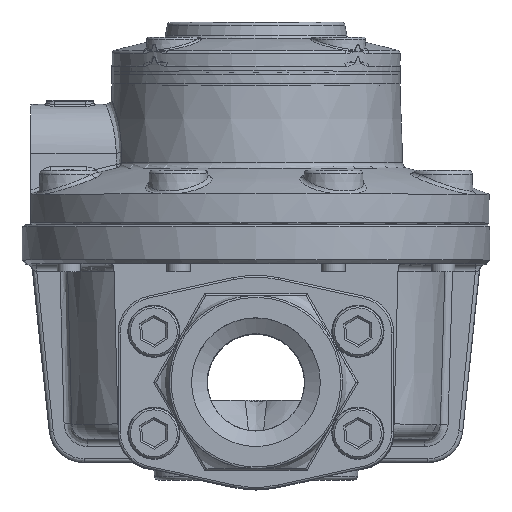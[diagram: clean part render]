
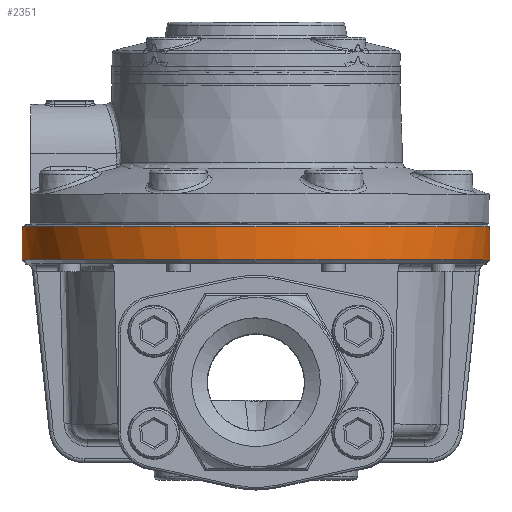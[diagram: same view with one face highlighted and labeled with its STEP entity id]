
A CAD part, top view. The second image highlights one B-rep face of the part: STEP entity #2351.
In plain terms, the highlighted cylindrical face has radius 60 mm (diameter 120 mm), a full revolution.
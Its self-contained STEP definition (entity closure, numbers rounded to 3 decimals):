
#2351 = ADVANCED_FACE( '', ( #5746, #5747 ), #5748, .T. );
#5746 = FACE_OUTER_BOUND( '', #13907, .T. );
#5747 = FACE_OUTER_BOUND( '', #13908, .T. );
#5748 = CYLINDRICAL_SURFACE( '', #13909, 60. );
#13907 = EDGE_LOOP( '', ( #29153 ) );
#13908 = EDGE_LOOP( '', ( #29154, #29155, #29156, #29157, #29158, #29159, #29160, #29161 ) );
#13909 = AXIS2_PLACEMENT_3D( '', #29162, #29163, #29164 );
#29153 = ORIENTED_EDGE( '', *, *, #38613, .T. );
#29154 = ORIENTED_EDGE( '', *, *, #38035, .T. );
#29155 = ORIENTED_EDGE( '', *, *, #38614, .T. );
#29156 = ORIENTED_EDGE( '', *, *, #38615, .T. );
#29157 = ORIENTED_EDGE( '', *, *, #37119, .T. );
#29158 = ORIENTED_EDGE( '', *, *, #38616, .T. );
#29159 = ORIENTED_EDGE( '', *, *, #38617, .T. );
#29160 = ORIENTED_EDGE( '', *, *, #38618, .T. );
#29161 = ORIENTED_EDGE( '', *, *, #38619, .T. );
#29162 = CARTESIAN_POINT( '', ( 0., -14.4, 0. ) );
#29163 = DIRECTION( '', ( 0., -1., 0. ) );
#29164 = DIRECTION( '', ( 0., 0., 1. ) );
#37119 = EDGE_CURVE( '', #41465, #41463, #41466, .T. );
#38035 = EDGE_CURVE( '', #43031, #43029, #43032, .F. );
#38613 = EDGE_CURVE( '', #43945, #43945, #43946, .F. );
#38614 = EDGE_CURVE( '', #43029, #43947, #43948, .T. );
#38615 = EDGE_CURVE( '', #43947, #41465, #43949, .T. );
#38616 = EDGE_CURVE( '', #41463, #43950, #43951, .F. );
#38617 = EDGE_CURVE( '', #43950, #43952, #43953, .T. );
#38618 = EDGE_CURVE( '', #43952, #43954, #43955, .T. );
#38619 = EDGE_CURVE( '', #43954, #43031, #43956, .T. );
#41463 = VERTEX_POINT( '', #47795 );
#41465 = VERTEX_POINT( '', #47798 );
#41466 = B_SPLINE_CURVE_WITH_KNOTS( '', 3, ( #47799, #47800, #47801, #47802 ), .UNSPECIFIED., .F., .F., ( 4, 4 ), ( 0., 1. ), .UNSPECIFIED. );
#43029 = VERTEX_POINT( '', #54133 );
#43031 = VERTEX_POINT( '', #54138 );
#43032 = CIRCLE( '', #54139, 60. );
#43945 = VERTEX_POINT( '', #58086 );
#43946 = CIRCLE( '', #58087, 60. );
#43947 = VERTEX_POINT( '', #58088 );
#43948 = B_SPLINE_CURVE_WITH_KNOTS( '', 3, ( #58089, #58090, #58091, #58092 ), .UNSPECIFIED., .F., .F., ( 4, 4 ), ( 0., 1. ), .UNSPECIFIED. );
#43949 = CIRCLE( '', #58093, 60. );
#43950 = VERTEX_POINT( '', #58094 );
#43951 = CIRCLE( '', #58095, 60. );
#43952 = VERTEX_POINT( '', #58096 );
#43953 = B_SPLINE_CURVE_WITH_KNOTS( '', 3, ( #58097, #58098, #58099, #58100 ), .UNSPECIFIED., .F., .F., ( 4, 4 ), ( 0., 1. ), .UNSPECIFIED. );
#43954 = VERTEX_POINT( '', #58101 );
#43955 = CIRCLE( '', #58102, 60. );
#43956 = B_SPLINE_CURVE_WITH_KNOTS( '', 3, ( #58103, #58104, #58105, #58106 ), .UNSPECIFIED., .F., .F., ( 4, 4 ), ( 0., 1. ), .UNSPECIFIED. );
#47795 = CARTESIAN_POINT( '', ( 59.758, -9., -5.388 ) );
#47798 = CARTESIAN_POINT( '', ( 59.879, -9.029, -3.809 ) );
#47799 = CARTESIAN_POINT( '', ( 59.879, -9.029, -3.809 ) );
#47800 = CARTESIAN_POINT( '', ( 59.845, -9.019, -4.336 ) );
#47801 = CARTESIAN_POINT( '', ( 59.805, -9.01, -4.862 ) );
#47802 = CARTESIAN_POINT( '', ( 59.758, -9., -5.388 ) );
#54133 = CARTESIAN_POINT( '', ( 59.833, -9., 4.473 ) );
#54138 = CARTESIAN_POINT( '', ( -59.758, -9., 5.388 ) );
#54139 = AXIS2_PLACEMENT_3D( '', #71902, #71903, #71904 );
#58086 = CARTESIAN_POINT( '', ( 0., -0.5, 60. ) );
#58087 = AXIS2_PLACEMENT_3D( '', #72613, #72614, #72615 );
#58088 = CARTESIAN_POINT( '', ( 59.93, -9.029, 2.893 ) );
#58089 = CARTESIAN_POINT( '', ( 59.833, -9., 4.473 ) );
#58090 = CARTESIAN_POINT( '', ( 59.872, -9.01, 3.947 ) );
#58091 = CARTESIAN_POINT( '', ( 59.905, -9.019, 3.42 ) );
#58092 = CARTESIAN_POINT( '', ( 59.93, -9.029, 2.893 ) );
#58093 = AXIS2_PLACEMENT_3D( '', #72616, #72617, #72618 );
#58094 = CARTESIAN_POINT( '', ( -59.833, -9., -4.473 ) );
#58095 = AXIS2_PLACEMENT_3D( '', #72619, #72620, #72621 );
#58096 = CARTESIAN_POINT( '', ( -59.93, -9.029, -2.893 ) );
#58097 = CARTESIAN_POINT( '', ( -59.833, -9., -4.473 ) );
#58098 = CARTESIAN_POINT( '', ( -59.872, -9.01, -3.947 ) );
#58099 = CARTESIAN_POINT( '', ( -59.905, -9.019, -3.42 ) );
#58100 = CARTESIAN_POINT( '', ( -59.93, -9.029, -2.893 ) );
#58101 = CARTESIAN_POINT( '', ( -59.879, -9.029, 3.809 ) );
#58102 = AXIS2_PLACEMENT_3D( '', #72622, #72623, #72624 );
#58103 = CARTESIAN_POINT( '', ( -59.879, -9.029, 3.809 ) );
#58104 = CARTESIAN_POINT( '', ( -59.845, -9.019, 4.336 ) );
#58105 = CARTESIAN_POINT( '', ( -59.805, -9.01, 4.862 ) );
#58106 = CARTESIAN_POINT( '', ( -59.758, -9., 5.388 ) );
#71902 = CARTESIAN_POINT( '', ( 0., -9., 0. ) );
#71903 = DIRECTION( '', ( 0., -1., 0. ) );
#71904 = DIRECTION( '', ( 0., 0., -1. ) );
#72613 = CARTESIAN_POINT( '', ( 0., -0.5, 0. ) );
#72614 = DIRECTION( '', ( 0., 1., 0. ) );
#72615 = DIRECTION( '', ( 0., 0., 1. ) );
#72616 = CARTESIAN_POINT( '', ( 0., -9.029, 0. ) );
#72617 = DIRECTION( '', ( 0., 1., 0. ) );
#72618 = DIRECTION( '', ( 0., 0., 1. ) );
#72619 = CARTESIAN_POINT( '', ( 0., -9., 0. ) );
#72620 = DIRECTION( '', ( 0., -1., 0. ) );
#72621 = DIRECTION( '', ( 0., 0., -1. ) );
#72622 = CARTESIAN_POINT( '', ( 0., -9.029, 0. ) );
#72623 = DIRECTION( '', ( 0., 1., 0. ) );
#72624 = DIRECTION( '', ( 0., 0., 1. ) );
